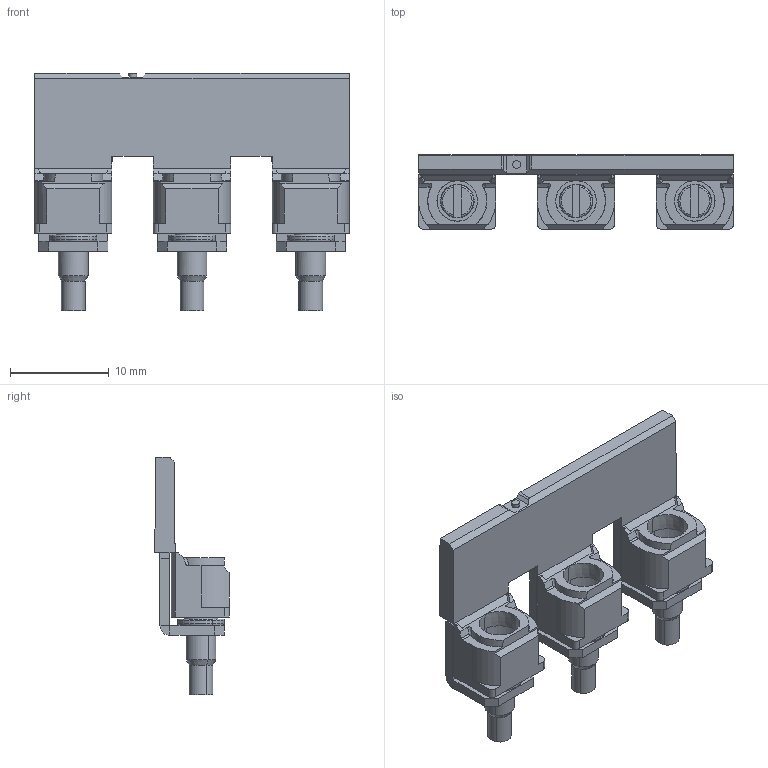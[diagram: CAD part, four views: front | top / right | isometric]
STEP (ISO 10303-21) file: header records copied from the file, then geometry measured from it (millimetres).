
FILE_DESCRIPTION(('CATIA V5 STEP Exchange','CAx-IF Rec.Pracs.--- Model Styling and Organization---1.5--- 2016-08-15','CAx-IF Rec.Pracs.---Supplemental Geometry---1.0---2011-11-01','CAx-IF Rec.Pracs.--- Composite Materials ---1.1---2010-07-15'),'2;1');
FILE_NAME ('017764-4_1', '2024-08-13T06:15:33+00:00', ('none'), ('Weidmueller'), 'CATIA Version 5-6 Release 2022 SP4 HF5', 'CATIA V5 STEP AP214 v3', 'none');
FILE_SCHEMA(('AUTOMOTIVE_DESIGN { 1 0 10303 214 1 1 1 1 }'));
Length unit declared in the file: millimetre
Products named in the file (1): WQV 16N/3_AllCATPart
Bounding box: 31.8 x 7.52 x 24 mm (x, y, z)
Volume: 1354.9 mm3; surface area: 2757.9 mm2
Topology: 1 solids, 1 shells, 321 faces, 834 edges, 516 vertices
Faces by surface type: plane 194, cylinder 61, cone 30, torus 30, bspline 6
Entity records: 9815 total; most frequent: CARTESIAN_POINT 2575, ORIENTED_EDGE 1668, DIRECTION 1082, EDGE_CURVE 834, VERTEX_POINT 516, VECTOR 501, LINE 501, AXIS2_PLACEMENT_3D 398
